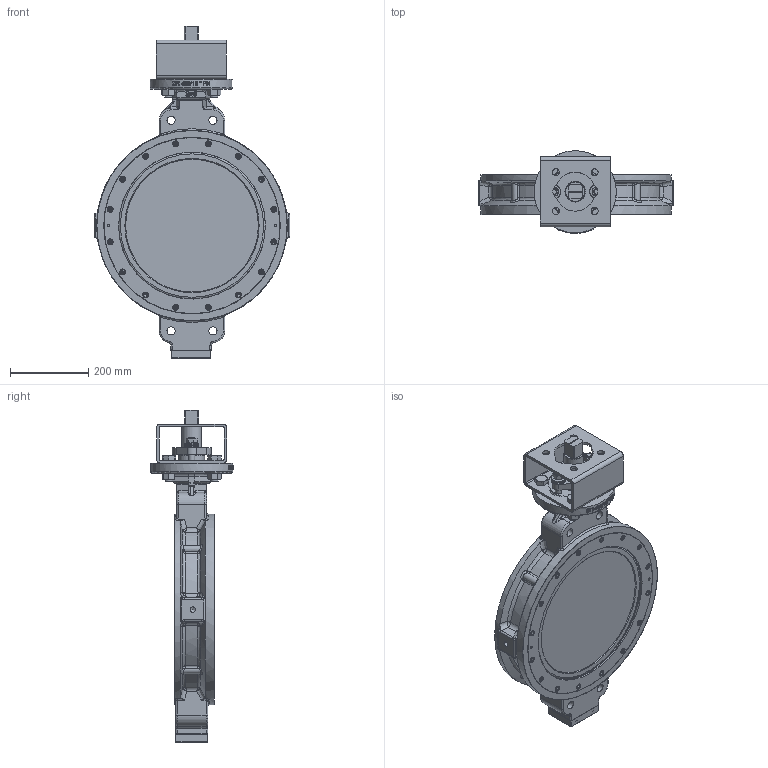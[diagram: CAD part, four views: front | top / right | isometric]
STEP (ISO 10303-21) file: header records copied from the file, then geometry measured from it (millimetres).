
FILE_DESCRIPTION((''),'2;1');
FILE_NAME('HP111 DN400-02.stp','2008-11-06T08:11:45',('hellwig'),(''),'Autodesk Inventor 2008','Autodesk Inventor 2008','');
FILE_SCHEMA(('AUTOMOTIVE_DESIGN { 1 0 10303 214 1 1 1 1 }'));
Length unit declared in the file: millimetre
Products named in the file (1): Bauteil1
Bounding box: 500 x 211.5 x 850 mm (x, y, z)
Volume: 13890994.7 mm3; surface area: 1600062 mm2
Topology: 7 solids, 59 shells, 1823 faces, 4339 edges, 2682 vertices
Faces by surface type: plane 641, bspline 515, cylinder 383, cone 213, torus 55, sphere 16
Full cylindrical faces by diameter (mm): 2 x1, 6 x4, 8 x16, 12 x4, 13 x16, 13.835 x1, 14 x3, 14.2 x3, 16 x4, 17.5 x2, 18 x8, 18.3 x12, 18.647 x4, 20 x8, 20.752 x2, 27.7 x4, 35.5 x12, 50 x2, 50.05 x6, 50.2 x5, 53 x1, 53.2 x1, 54.5 x1, 55.5 x1, 56 x1, 62.8 x1, 63 x2, 63.5 x1, 65.8 x1, 65.9 x1
Entity records: 90571 total; most frequent: CARTESIAN_POINT 52932, ORIENTED_EDGE 7342, DIRECTION 6710, EDGE_CURVE 3671, AXIS2_PLACEMENT_3D 2701, VERTEX_POINT 2502, EDGE_LOOP 2487, FACE_OUTER_BOUND 1823
